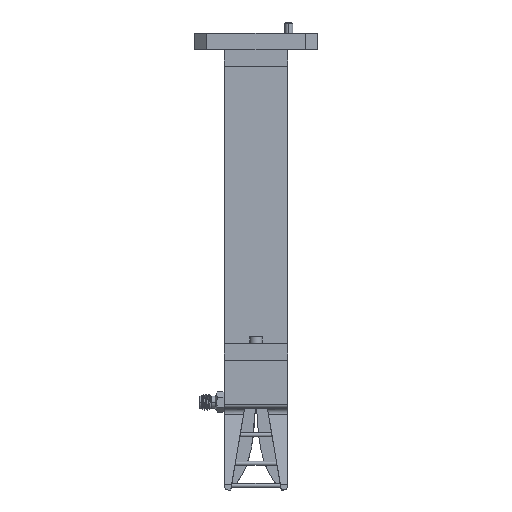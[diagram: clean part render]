
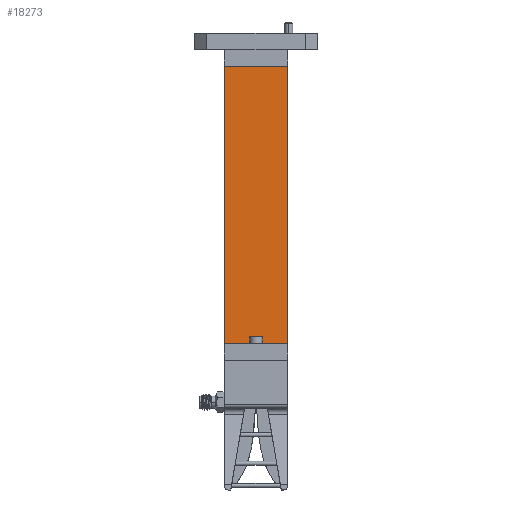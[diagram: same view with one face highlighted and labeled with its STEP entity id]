
A CAD part, left-side view. The second image highlights one B-rep face of the part: STEP entity #18273.
In plain terms, the highlighted planar face has unit normal (-1, 0, 0).
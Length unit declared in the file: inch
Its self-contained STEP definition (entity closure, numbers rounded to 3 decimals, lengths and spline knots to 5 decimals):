
#259 = CARTESIAN_POINT ( 'NONE',  ( -1.62644, 0.88557, -1.84518 ) ) ;
#906 = VERTEX_POINT ( 'NONE', #259 ) ;
#953 = VECTOR ( 'NONE', #14783, 39.37008 ) ;
#1130 = PLANE ( 'NONE',  #1668 ) ;
#1668 = AXIS2_PLACEMENT_3D ( 'NONE', #2528, #15173, #12012 ) ;
#2528 = CARTESIAN_POINT ( 'NONE',  ( -1.62644, 0.57848, -3.10502 ) ) ;
#2955 = CARTESIAN_POINT ( 'NONE',  ( -1.62644, 0.27139, -4.60108 ) ) ;
#2962 = DIRECTION ( 'NONE',  ( 0., 0., -1. ) ) ;
#3134 = ORIENTED_EDGE ( 'NONE', *, *, #4449, .T. ) ;
#4449 = EDGE_CURVE ( 'NONE', #17912, #906, #6949, .T. ) ;
#5666 = VECTOR ( 'NONE', #2962, 39.37008 ) ;
#6570 = LINE ( 'NONE', #2955, #17838 ) ;
#6949 = LINE ( 'NONE', #19593, #953 ) ;
#7848 = CARTESIAN_POINT ( 'NONE',  ( -1.62644, 0.27139, -4.52234 ) ) ;
#7999 = VERTEX_POINT ( 'NONE', #7848 ) ;
#8493 = CARTESIAN_POINT ( 'NONE',  ( -1.62644, 0.27139, -1.84518 ) ) ;
#8851 = VERTEX_POINT ( 'NONE', #11559 ) ;
#9190 = EDGE_CURVE ( 'NONE', #7999, #8851, #12122, .T. ) ;
#11271 = EDGE_LOOP ( 'NONE', ( #15408, #17579, #3134, #17404 ) ) ;
#11559 = CARTESIAN_POINT ( 'NONE',  ( -1.62644, 0.88557, -4.52234 ) ) ;
#12012 = DIRECTION ( 'NONE',  ( 0., 1., 0. ) ) ;
#12122 = LINE ( 'NONE', #18755, #18932 ) ;
#12518 = CARTESIAN_POINT ( 'NONE',  ( -1.62644, 0.88557, -4.60108 ) ) ;
#13509 = EDGE_CURVE ( 'NONE', #906, #8851, #15174, .T. ) ;
#14783 = DIRECTION ( 'NONE',  ( 0., 1., 0. ) ) ;
#15173 = DIRECTION ( 'NONE',  ( 1., 0., 0. ) ) ;
#15174 = LINE ( 'NONE', #12518, #5666 ) ;
#15408 = ORIENTED_EDGE ( 'NONE', *, *, #9190, .F. ) ;
#17404 = ORIENTED_EDGE ( 'NONE', *, *, #13509, .T. ) ;
#17482 = DIRECTION ( 'NONE',  ( 0., 0., 1. ) ) ;
#17579 = ORIENTED_EDGE ( 'NONE', *, *, #18537, .T. ) ;
#17838 = VECTOR ( 'NONE', #17482, 39.37008 ) ;
#17912 = VERTEX_POINT ( 'NONE', #8493 ) ;
#18273 = ADVANCED_FACE ( 'NONE', ( #20152 ), #1130, .F. ) ;
#18537 = EDGE_CURVE ( 'NONE', #7999, #17912, #6570, .T. ) ;
#18755 = CARTESIAN_POINT ( 'NONE',  ( -1.62644, 0.57848, -4.52234 ) ) ;
#18821 = DIRECTION ( 'NONE',  ( 0., 1., 0. ) ) ;
#18932 = VECTOR ( 'NONE', #18821, 39.37008 ) ;
#19593 = CARTESIAN_POINT ( 'NONE',  ( -1.62644, 0.57848, -1.84518 ) ) ;
#20152 = FACE_OUTER_BOUND ( 'NONE', #11271, .T. ) ;
